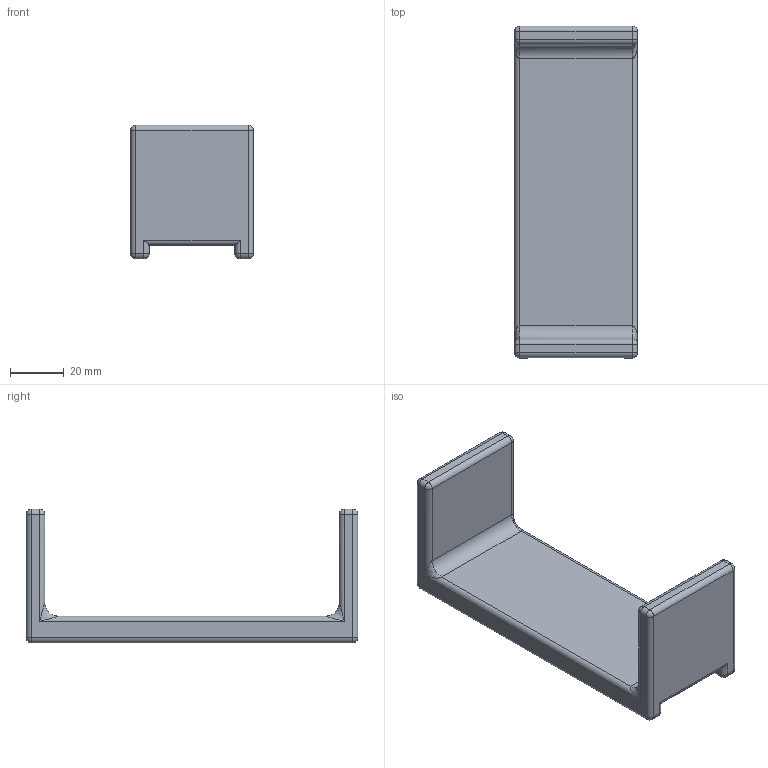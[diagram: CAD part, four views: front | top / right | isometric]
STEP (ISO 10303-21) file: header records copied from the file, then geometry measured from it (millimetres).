
FILE_DESCRIPTION(('FreeCAD Model'),'2;1');
FILE_NAME('shopping_bag_handle.step','2020-06-13T15:00:28',('Felix Morgner'),(''), 'Open CASCADE STEP processor 7.4','FreeCAD','Unknown');
FILE_SCHEMA(('AUTOMOTIVE_DESIGN { 1 0 10303 214 1 1 1 1 }'));
Length unit declared in the file: millimetre
Products named in the file (2): Shopping_Bag_Handle; Handle
Assembly tree (1 placements, depth 2):
  Shopping_Bag_Handle
    Handle
Bounding box: 46 x 124 x 50 mm (x, y, z)
Volume: 62251.4 mm3; surface area: 22827.3 mm2
Topology: 1 solids, 1 shells, 68 faces, 154 edges, 68 vertices
Faces by surface type: cylinder 34, sphere 16, plane 14, bspline 4
Entity records: 4214 total; most frequent: CARTESIAN_POINT 1737, DIRECTION 378, ORIENTED_EDGE 268, PCURVE 268, DEFINITIONAL_REPRESENTATION 268, B_SPLINE_CURVE_WITH_KNOTS 198, LINE 142, VECTOR 142
